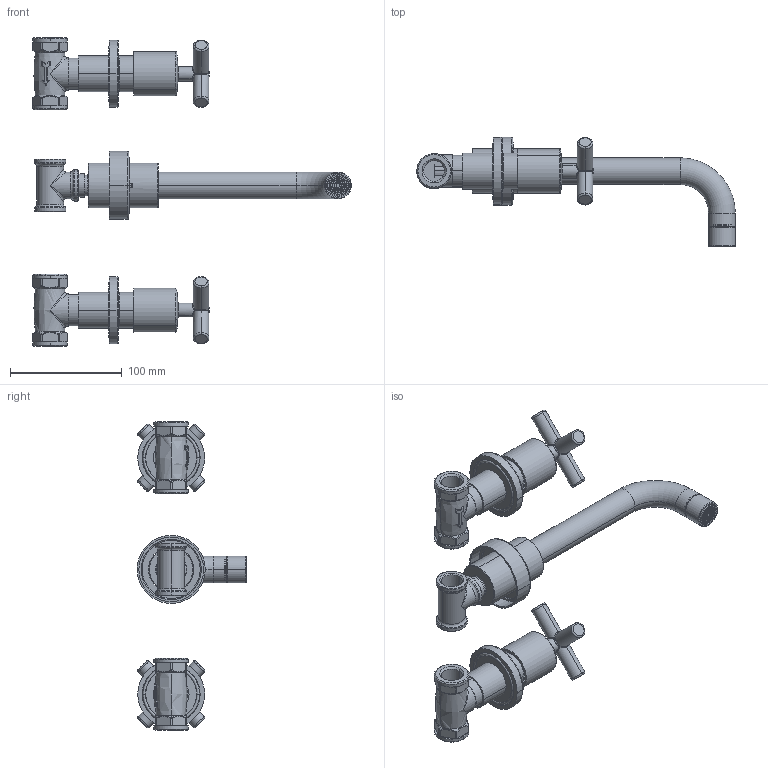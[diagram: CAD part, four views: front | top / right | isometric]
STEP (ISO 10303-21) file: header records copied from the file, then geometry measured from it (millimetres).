
FILE_DESCRIPTION((''),'2;1');
FILE_NAME('SU003510_PIENO','2012-01-31T',('AdrianoZ'),(''),'PRO/ENGINEER BY PARAMETRIC TECHNOLOGY CORPORATION, 2004150','PRO/ENGINEER BY PARAMETRIC TECHNOLOGY CORPORATION, 2004150','');
FILE_SCHEMA(('CONFIG_CONTROL_DESIGN'));
Length unit declared in the file: millimetre
Products named in the file (1): SU003510_PIENO
Bounding box: 285.55 x 98.3 x 276.6 mm (x, y, z)
Volume: 347500.9 mm3; surface area: 174871 mm2
Topology: 6 solids, 6 shells, 1489 faces, 3652 edges, 2276 vertices
Faces by surface type: plane 683, cylinder 420, bspline 164, torus 128, cone 82, sphere 12
Entity records: 57765 total; most frequent: CARTESIAN_POINT 23398, ORIENTED_EDGE 7296, DIRECTION 6994, EDGE_CURVE 3648, AXIS2_PLACEMENT_3D 2657, VERTEX_POINT 2276, VECTOR 1680, LINE 1680
